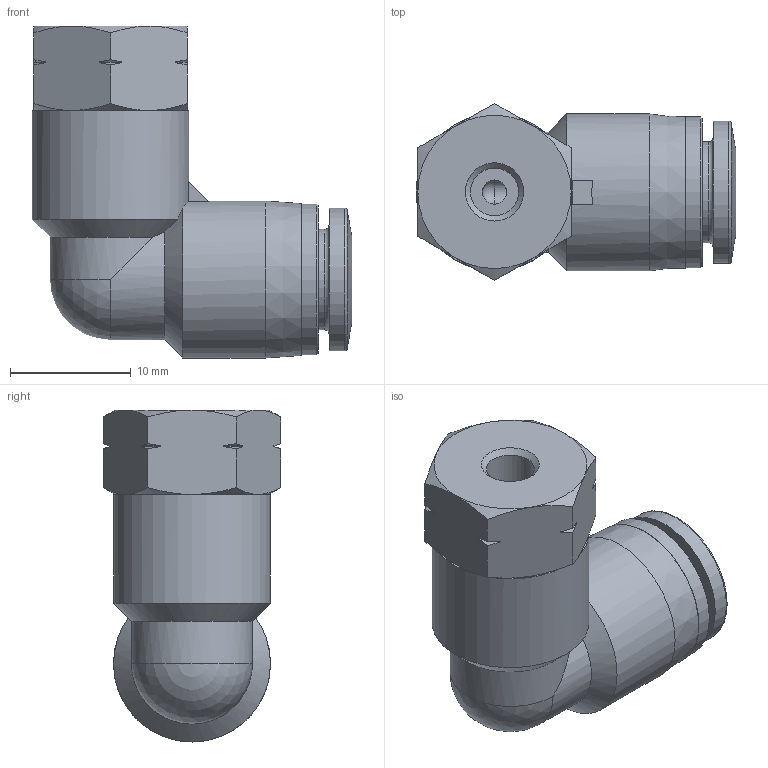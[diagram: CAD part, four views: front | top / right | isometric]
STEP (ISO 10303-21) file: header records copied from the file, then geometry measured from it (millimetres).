
FILE_DESCRIPTION(/* description */ ('STEP AP214'),/* implementation_level */ '2;1');
FILE_NAME(/* name */ '567764_QBLF-10-32-UNF-1_4-U',/* time_stamp */ '2024-09-14T02:37:04+02:00',/* author */ ('License CC BY-ND 4.0'),/* organization */ ('CADENAS'),/* preprocessor_version */ 'ST-DEVELOPER v19.3',/* originating_system */ 'PARTsolutions',/* authorisation */ ' ');
FILE_SCHEMA (('AUTOMOTIVE_DESIGN {1 0 10303 214 3 1 1}'));
Length unit declared in the file: millimetre
Products named in the file (1): 567764 QBLF-10-32-UNF-1/4-U
Bounding box: 26.5 x 14.66 x 27.5 mm (x, y, z)
Volume: 4107.1 mm3; surface area: 2441 mm2
Topology: 1 solids, 1 shells, 68 faces, 167 edges, 104 vertices
Faces by surface type: cone 30, cylinder 17, plane 16, torus 3, sphere 2
Full cylindrical faces by diameter (mm): 2 x2, 3.967 x1, 6.35 x1, 8.35 x1, 11.8 x1, 12.5 x1, 13 x2
Entity records: 2409 total; most frequent: CARTESIAN_POINT 472, ORIENTED_EDGE 286, DIRECTION 286, EDGE_CURVE 143, AXIS2_PLACEMENT_3D 128, VERTEX_POINT 98, EDGE_LOOP 91, FACE_BOUND 91
